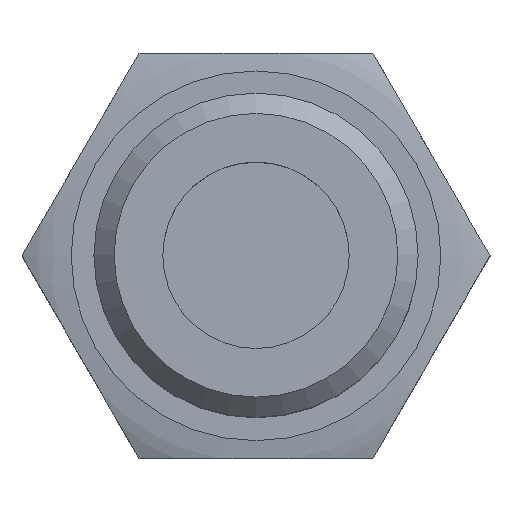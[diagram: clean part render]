
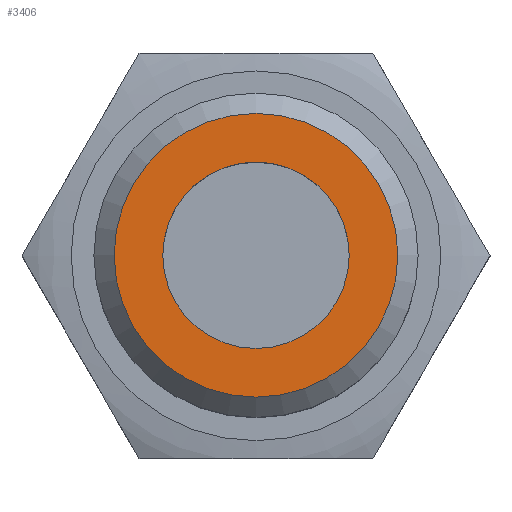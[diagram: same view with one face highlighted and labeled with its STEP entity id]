
A CAD part, top view. The second image highlights one B-rep face of the part: STEP entity #3406.
In plain terms, the highlighted planar face has unit normal (0, 0, 1).
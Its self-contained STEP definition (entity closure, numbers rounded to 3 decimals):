
#30=CIRCLE('',#3550,2.3);
#61=CIRCLE('',#3600,3.5);
#86=FACE_BOUND('',#598,.T.);
#207=PLANE('',#3602);
#393=FACE_OUTER_BOUND('',#597,.T.);
#597=EDGE_LOOP('',(#3164));
#598=EDGE_LOOP('',(#3165));
#1689=VERTEX_POINT('',#5801);
#1722=VERTEX_POINT('',#5954);
#2153=EDGE_CURVE('',#1689,#1689,#30,.T.);
#2205=EDGE_CURVE('',#1722,#1722,#61,.T.);
#3164=ORIENTED_EDGE('',*,*,#2205,.F.);
#3165=ORIENTED_EDGE('',*,*,#2153,.T.);
#3406=ADVANCED_FACE('',(#393,#86),#207,.F.);
#3550=AXIS2_PLACEMENT_3D('',#5802,#4173,#4174);
#3600=AXIS2_PLACEMENT_3D('',#5956,#4284,#4285);
#3602=AXIS2_PLACEMENT_3D('',#5959,#4289,#4290);
#4173=DIRECTION('center_axis',(0.,0.,-1.));
#4174=DIRECTION('ref_axis',(1.,0.,0.));
#4284=DIRECTION('center_axis',(0.,0.,-1.));
#4285=DIRECTION('ref_axis',(-1.,0.,0.));
#4289=DIRECTION('center_axis',(0.,0.,-1.));
#4290=DIRECTION('ref_axis',(-1.,0.,0.));
#5801=CARTESIAN_POINT('',(-2.3,0.,13.));
#5802=CARTESIAN_POINT('Origin',(0.,0.,13.));
#5954=CARTESIAN_POINT('',(3.5,0.,13.));
#5956=CARTESIAN_POINT('Origin',(0.,0.,13.));
#5959=CARTESIAN_POINT('Origin',(0.,0.,13.));
